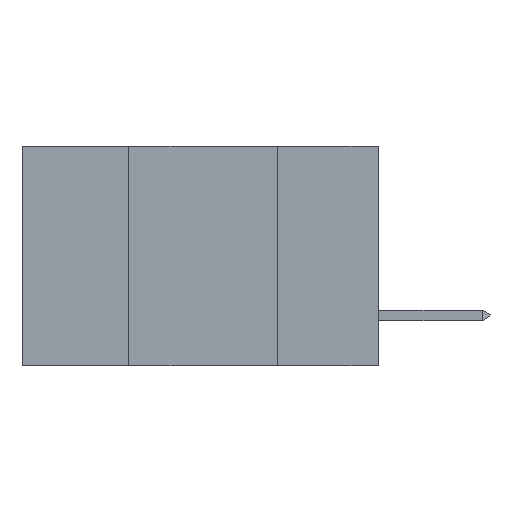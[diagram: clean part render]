
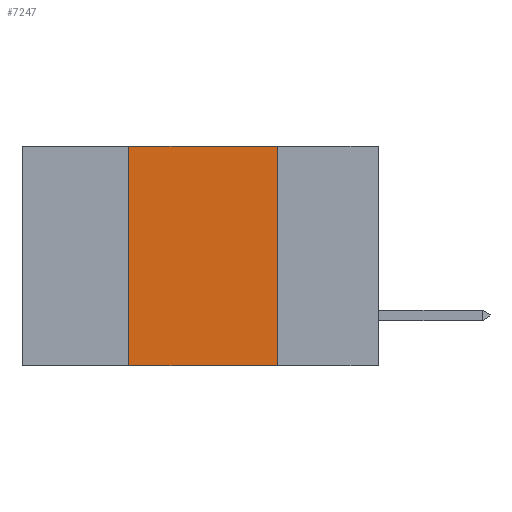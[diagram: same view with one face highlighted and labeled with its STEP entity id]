
A CAD part, left-side view. The second image highlights one B-rep face of the part: STEP entity #7247.
In plain terms, the highlighted planar face has unit normal (-1, 0, 0).
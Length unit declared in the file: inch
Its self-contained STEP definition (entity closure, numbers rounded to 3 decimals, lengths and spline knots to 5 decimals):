
#120 = LINE ( 'NONE', #8764, #3747 ) ;
#586 = CARTESIAN_POINT ( 'NONE',  ( 0., 0.6, -0.37 ) ) ;
#1073 = VECTOR ( 'NONE', #5649, 39.37008 ) ;
#1540 = VERTEX_POINT ( 'NONE', #1571 ) ;
#1571 = CARTESIAN_POINT ( 'NONE',  ( 0., 0.17, 0. ) ) ;
#1863 = EDGE_CURVE ( 'NONE', #5698, #3563, #120, .T. ) ;
#1865 = CARTESIAN_POINT ( 'NONE',  ( 0., 0.17, 0. ) ) ;
#1886 = CARTESIAN_POINT ( 'NONE',  ( 0., 0.6, 0. ) ) ;
#2341 = VECTOR ( 'NONE', #2675, 39.37008 ) ;
#2475 = DIRECTION ( 'NONE',  ( 0., 0., -1. ) ) ;
#2560 = EDGE_CURVE ( 'NONE', #3563, #1540, #4967, .T. ) ;
#2622 = DIRECTION ( 'NONE',  ( 0., 0., -1. ) ) ;
#2675 = DIRECTION ( 'NONE',  ( 0., -1., 0. ) ) ;
#2712 = ORIENTED_EDGE ( 'NONE', *, *, #1863, .F. ) ;
#2728 = VECTOR ( 'NONE', #2622, 39.37008 ) ;
#2803 = EDGE_CURVE ( 'NONE', #5698, #9331, #8379, .T. ) ;
#2999 = CARTESIAN_POINT ( 'NONE',  ( 0., 0.6, 0. ) ) ;
#3473 = ORIENTED_EDGE ( 'NONE', *, *, #5616, .F. ) ;
#3563 = VERTEX_POINT ( 'NONE', #8080 ) ;
#3747 = VECTOR ( 'NONE', #6583, 39.37008 ) ;
#4160 = CARTESIAN_POINT ( 'NONE',  ( 0., 0.42, -0.37 ) ) ;
#4677 = AXIS2_PLACEMENT_3D ( 'NONE', #2999, #8149, #2475 ) ;
#4967 = LINE ( 'NONE', #1886, #2341 ) ;
#5616 = EDGE_CURVE ( 'NONE', #1540, #9331, #6832, .T. ) ;
#5649 = DIRECTION ( 'NONE',  ( 0., -1., 0. ) ) ;
#5698 = VERTEX_POINT ( 'NONE', #4160 ) ;
#5753 = ORIENTED_EDGE ( 'NONE', *, *, #2803, .T. ) ;
#6040 = ORIENTED_EDGE ( 'NONE', *, *, #2560, .F. ) ;
#6583 = DIRECTION ( 'NONE',  ( 0., 0., 1. ) ) ;
#6832 = LINE ( 'NONE', #1865, #2728 ) ;
#7247 = ADVANCED_FACE ( 'NONE', ( #8115 ), #8811, .F. ) ;
#8080 = CARTESIAN_POINT ( 'NONE',  ( 0., 0.42, 0. ) ) ;
#8115 = FACE_OUTER_BOUND ( 'NONE', #8782, .T. ) ;
#8149 = DIRECTION ( 'NONE',  ( 1., 0., 0. ) ) ;
#8379 = LINE ( 'NONE', #586, #1073 ) ;
#8764 = CARTESIAN_POINT ( 'NONE',  ( 0., 0.42, 0. ) ) ;
#8782 = EDGE_LOOP ( 'NONE', ( #3473, #6040, #2712, #5753 ) ) ;
#8811 = PLANE ( 'NONE',  #4677 ) ;
#8902 = CARTESIAN_POINT ( 'NONE',  ( 0., 0.17, -0.37 ) ) ;
#9331 = VERTEX_POINT ( 'NONE', #8902 ) ;
